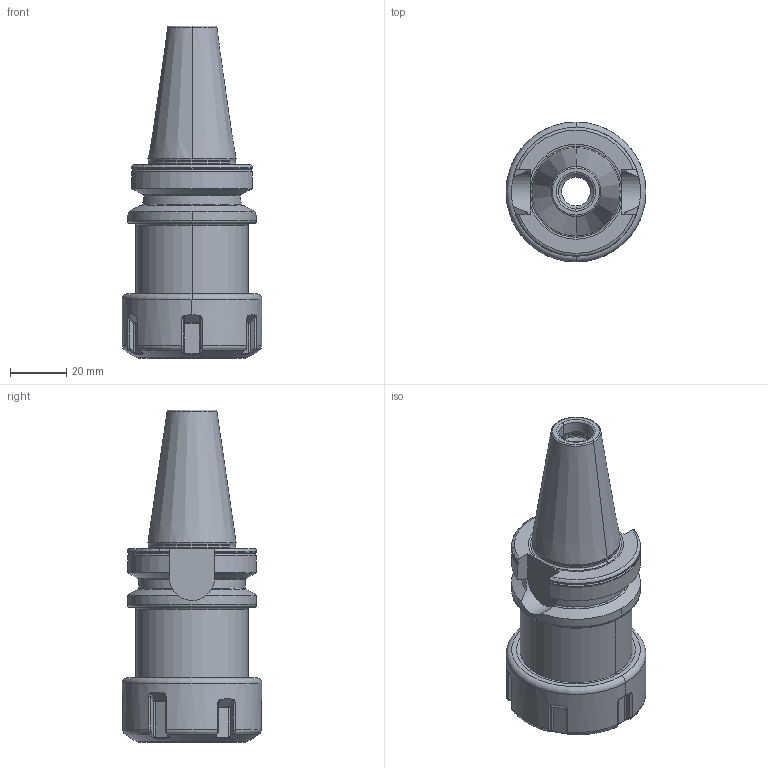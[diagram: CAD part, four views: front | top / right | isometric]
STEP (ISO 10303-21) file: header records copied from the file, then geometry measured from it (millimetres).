
FILE_DESCRIPTION((''),'2;1');
FILE_NAME('DC_305_02_20','2020-09-23T',('104091'),(''),'CREO PARAMETRIC BY PTC INC, 2016260','CREO PARAMETRIC BY PTC INC, 2016260','');
FILE_SCHEMA(('CONFIG_CONTROL_DESIGN'));
Length unit declared in the file: millimetre
Products named in the file (1): DC_305_02_20
Bounding box: 49.9 x 49.9 x 118.4 mm (x, y, z)
Volume: 86083.9 mm3; surface area: 25866.3 mm2
Topology: 1 solids, 1 shells, 269 faces, 655 edges, 394 vertices
Faces by surface type: cylinder 64, bspline 60, plane 53, torus 52, cone 28, sphere 12
Entity records: 10704 total; most frequent: CARTESIAN_POINT 4833, ORIENTED_EDGE 1308, DIRECTION 1077, EDGE_CURVE 654, AXIS2_PLACEMENT_3D 430, VERTEX_POINT 392, EDGE_LOOP 276, FACE_OUTER_BOUND 269
